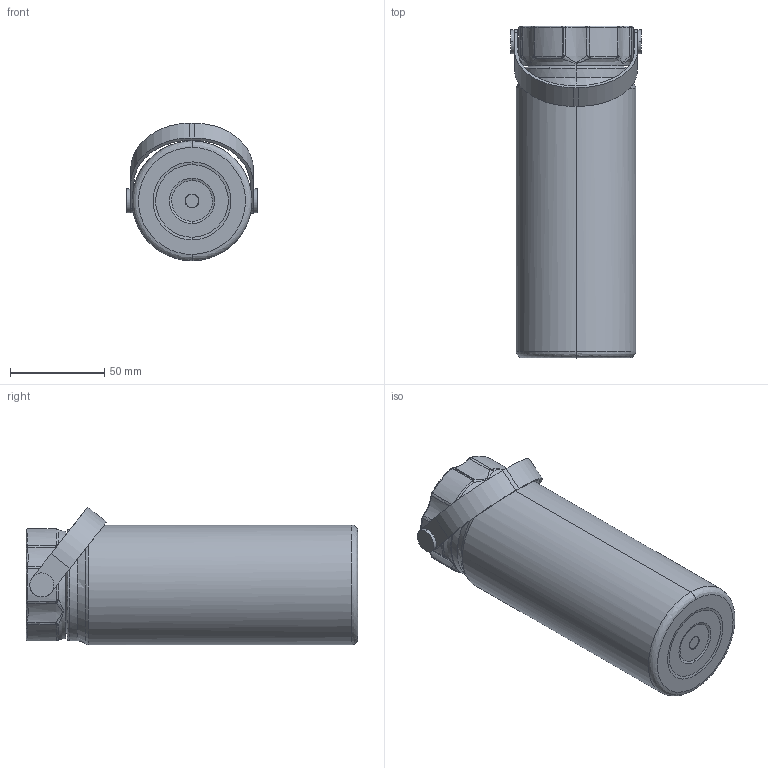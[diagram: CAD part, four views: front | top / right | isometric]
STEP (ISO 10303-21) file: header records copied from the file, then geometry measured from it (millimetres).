
FILE_DESCRIPTION(('FreeCAD Model'),'2;1');
FILE_NAME('Open CASCADE Shape Model','2025-05-03T11:10:22',('FreeCAD'),( 'FreeCAD'),'Open CASCADE STEP processor 7.6','FreeCAD','Unknown');
FILE_SCHEMA(('AUTOMOTIVE_DESIGN { 1 0 10303 214 1 1 1 1 }'));
Length unit declared in the file: millimetre
Products named in the file (1): Open CASCADE STEP translator 7.6 1
Bounding box: 69.62 x 176.47 x 73.16 mm (x, y, z)
Volume: 127518.5 mm3; surface area: 88142.8 mm2
Topology: 8 solids, 8 shells, 202 faces, 453 edges, 263 vertices
Faces by surface type: bspline 202
Entity records: 9867 total; most frequent: CARTESIAN_POINT 7368, ORIENTED_EDGE 882, EDGE_CURVE 441, VERTEX_POINT 263, B_SPLINE_CURVE_WITH_KNOTS 217, FACE_BOUND 216, EDGE_LOOP 216, ADVANCED_FACE 202
